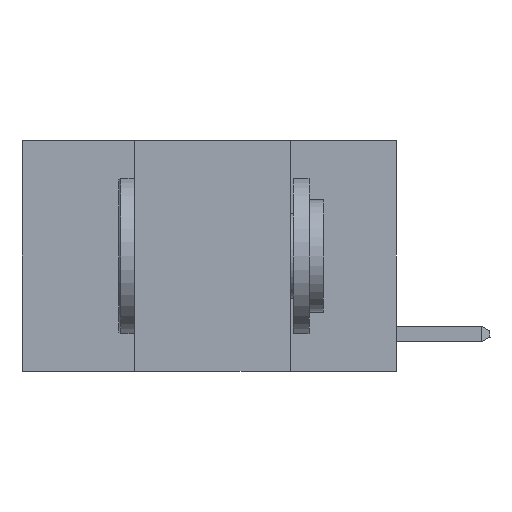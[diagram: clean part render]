
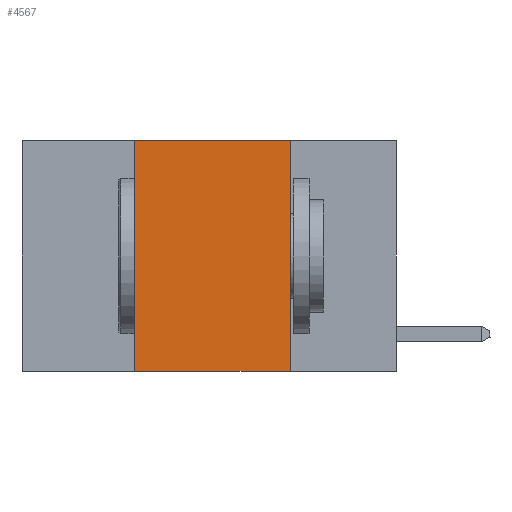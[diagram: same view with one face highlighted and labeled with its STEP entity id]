
A CAD part, left-side view. The second image highlights one B-rep face of the part: STEP entity #4567.
In plain terms, the highlighted planar face has unit normal (-1, 0, 0).
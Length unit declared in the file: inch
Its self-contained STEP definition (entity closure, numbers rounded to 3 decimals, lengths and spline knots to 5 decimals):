
#716 = VERTEX_POINT ( 'NONE', #7255 ) ;
#3261 = EDGE_CURVE ( 'NONE', #18492, #13725, #3743, .T. ) ;
#3743 = LINE ( 'NONE', #18923, #12150 ) ;
#4239 = AXIS2_PLACEMENT_3D ( 'NONE', #4994, #6672, #17686 ) ;
#4251 = ORIENTED_EDGE ( 'NONE', *, *, #3261, .F. ) ;
#4567 = ADVANCED_FACE ( 'NONE', ( #9086 ), #12907, .F. ) ;
#4760 = DIRECTION ( 'NONE',  ( 0., -1., 0. ) ) ;
#4994 = CARTESIAN_POINT ( 'NONE',  ( 0., 0.6, 0. ) ) ;
#5787 = DIRECTION ( 'NONE',  ( 0., -1., 0. ) ) ;
#6128 = DIRECTION ( 'NONE',  ( 0., 0., -1. ) ) ;
#6505 = EDGE_CURVE ( 'NONE', #13725, #15053, #14649, .T. ) ;
#6672 = DIRECTION ( 'NONE',  ( 1., 0., 0. ) ) ;
#7255 = CARTESIAN_POINT ( 'NONE',  ( 0., 0.42, -0.37 ) ) ;
#7282 = VECTOR ( 'NONE', #6128, 39.37008 ) ;
#7808 = CARTESIAN_POINT ( 'NONE',  ( 0., 0.17, 0. ) ) ;
#8074 = ORIENTED_EDGE ( 'NONE', *, *, #6505, .F. ) ;
#8299 = ORIENTED_EDGE ( 'NONE', *, *, #12134, .T. ) ;
#8882 = ORIENTED_EDGE ( 'NONE', *, *, #18475, .F. ) ;
#9086 = FACE_OUTER_BOUND ( 'NONE', #11768, .T. ) ;
#9212 = VECTOR ( 'NONE', #20375, 39.37008 ) ;
#9316 = CARTESIAN_POINT ( 'NONE',  ( 0., 0.17, 0. ) ) ;
#10184 = VECTOR ( 'NONE', #5787, 39.37008 ) ;
#11768 = EDGE_LOOP ( 'NONE', ( #8074, #4251, #8882, #8299 ) ) ;
#12134 = EDGE_CURVE ( 'NONE', #716, #15053, #13854, .T. ) ;
#12150 = VECTOR ( 'NONE', #4760, 39.37008 ) ;
#12907 = PLANE ( 'NONE',  #4239 ) ;
#13484 = CARTESIAN_POINT ( 'NONE',  ( 0., 0.17, -0.37 ) ) ;
#13619 = CARTESIAN_POINT ( 'NONE',  ( 0., 0.6, -0.37 ) ) ;
#13725 = VERTEX_POINT ( 'NONE', #7808 ) ;
#13854 = LINE ( 'NONE', #13619, #10184 ) ;
#14649 = LINE ( 'NONE', #9316, #7282 ) ;
#15053 = VERTEX_POINT ( 'NONE', #13484 ) ;
#15784 = CARTESIAN_POINT ( 'NONE',  ( 0., 0.42, 0. ) ) ;
#17071 = LINE ( 'NONE', #18848, #9212 ) ;
#17686 = DIRECTION ( 'NONE',  ( 0., 0., -1. ) ) ;
#18475 = EDGE_CURVE ( 'NONE', #716, #18492, #17071, .T. ) ;
#18492 = VERTEX_POINT ( 'NONE', #15784 ) ;
#18848 = CARTESIAN_POINT ( 'NONE',  ( 0., 0.42, 0. ) ) ;
#18923 = CARTESIAN_POINT ( 'NONE',  ( 0., 0.6, 0. ) ) ;
#20375 = DIRECTION ( 'NONE',  ( 0., 0., 1. ) ) ;
